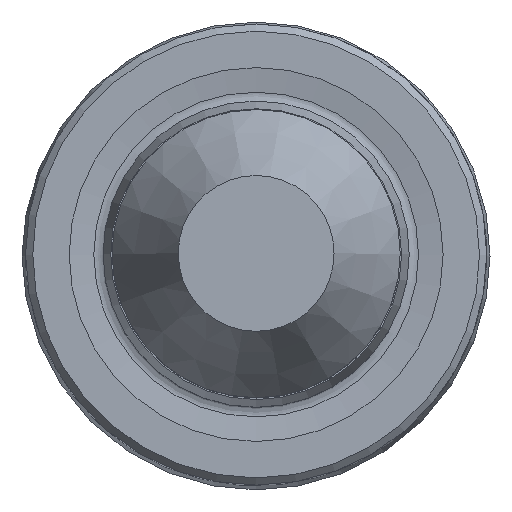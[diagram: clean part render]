
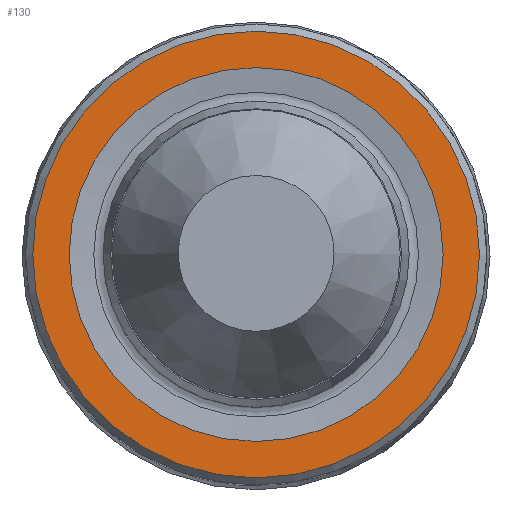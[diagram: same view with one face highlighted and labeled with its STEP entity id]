
A CAD part, top view. The second image highlights one B-rep face of the part: STEP entity #130.
In plain terms, the highlighted planar face has unit normal (0, 0, 1).
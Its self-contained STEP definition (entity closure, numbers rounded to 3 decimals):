
#107=PLANE('',#478);
#130=ADVANCED_FACE('CU_SU1',(#170,#171),#107,.F.);
#170=FACE_BOUND('',#220,.T.);
#171=FACE_BOUND('',#221,.T.);
#220=EDGE_LOOP('',(#270));
#221=EDGE_LOOP('',(#271));
#270=ORIENTED_EDGE('',*,*,#339,.F.);
#271=ORIENTED_EDGE('',*,*,#340,.T.);
#313=VERTEX_POINT('',#675);
#314=VERTEX_POINT('',#678);
#339=EDGE_CURVE('',#313,#313,#364,.T.);
#340=EDGE_CURVE('',#314,#314,#365,.T.);
#364=CIRCLE('',#475,6.2);
#365=CIRCLE('',#477,5.19);
#475=AXIS2_PLACEMENT_3D('',#674,#560,#561);
#477=AXIS2_PLACEMENT_3D('',#677,#564,#565);
#478=AXIS2_PLACEMENT_3D('',#679,#566,#567);
#560=DIRECTION('',(0.,0.,-1.));
#561=DIRECTION('',(-1.,0.,0.));
#564=DIRECTION('',(0.,0.,-1.));
#565=DIRECTION('',(-1.,0.,0.));
#566=DIRECTION('',(0.,0.,-1.));
#567=DIRECTION('',(-1.,0.,0.));
#674=CARTESIAN_POINT('',(0.,0.,0.));
#675=CARTESIAN_POINT('',(-6.2,0.,0.));
#677=CARTESIAN_POINT('',(0.,0.,0.));
#678=CARTESIAN_POINT('',(-5.19,0.,0.));
#679=CARTESIAN_POINT('',(0.,5.19,0.));
